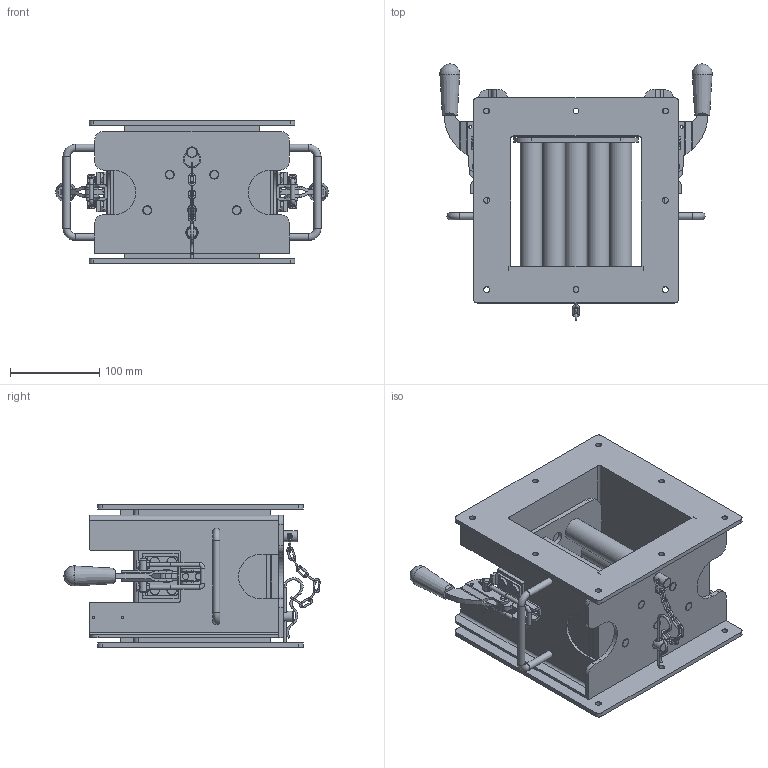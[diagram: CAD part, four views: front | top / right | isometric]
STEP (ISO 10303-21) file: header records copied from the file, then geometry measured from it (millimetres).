
FILE_DESCRIPTION(/* description */ (''),/* implementation_level */ '2;1');
FILE_NAME(/* name */ 'SECF150438 A.stp',/* time_stamp */ '2018-06-26T12:22:18+02:00',/* author */ ('cr'),/* organization */ (''),/* preprocessor_version */ 'ST-DEVELOPER v16.5',/* originating_system */ 'Autodesk Inventor 2017',/* authorisation */ '');
FILE_SCHEMA (('AUTOMOTIVE_DESIGN { 1 0 10303 214 3 1 1 }'));
Length unit declared in the file: millimetre
Products named in the file (1): Part2
Bounding box: 305.08 x 286.94 x 160 mm (x, y, z)
Volume: 1298195.6 mm3; surface area: 686515.6 mm2
Topology: 14 solids, 31 shells, 1050 faces, 2610 edges, 1658 vertices
Faces by surface type: plane 445, cylinder 324, cone 231, torus 34, bspline 14, sphere 2
Full cylindrical faces by diameter (mm): 2 x16, 2.459 x2, 2.5 x3, 3.2 x8, 4 x6, 4.763 x6, 4.826 x10, 4.917 x8, 5 x1, 5.459 x8, 5.588 x4, 6 x3, 6.2 x1, 6.647 x16, 6.731 x8, 6.858 x4, 7.112 x2, 8 x6, 9.525 x2, 9.652 x4, 10 x7, 10.1 x1, 12 x7, 14 x2, 24 x5, 25 x15
Entity records: 32598 total; most frequent: CARTESIAN_POINT 8230, DIRECTION 4842, ORIENTED_EDGE 4500, EDGE_CURVE 2242, AXIS2_PLACEMENT_3D 1938, VERTEX_POINT 1547, EDGE_LOOP 1509, STYLED_ITEM 1058
